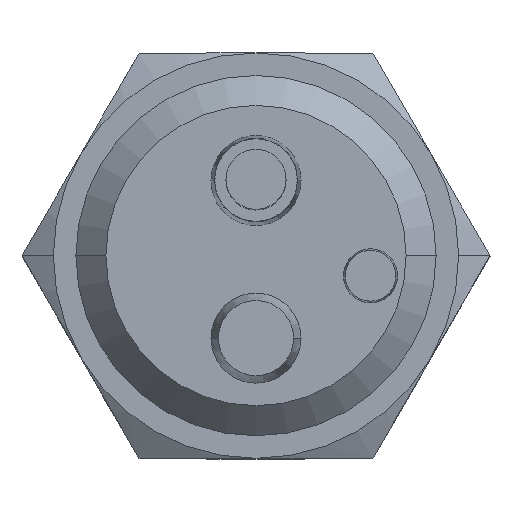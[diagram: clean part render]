
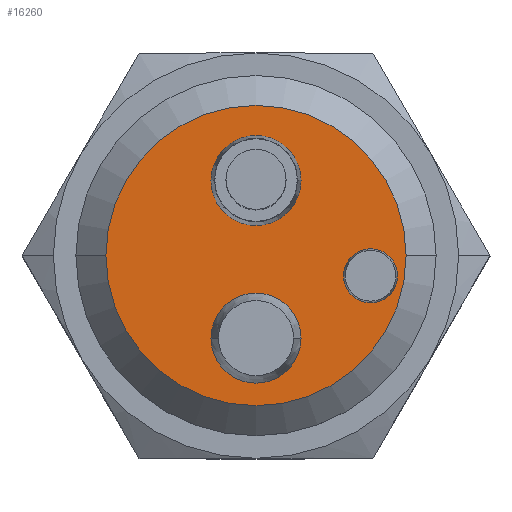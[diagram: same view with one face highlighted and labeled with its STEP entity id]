
A CAD part, top view. The second image highlights one B-rep face of the part: STEP entity #16260.
In plain terms, the highlighted planar face has unit normal (0, 0, 1).
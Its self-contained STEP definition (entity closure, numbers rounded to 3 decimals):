
#15610=CARTESIAN_POINT('',(0.,0.,30.25));
#15620=DIRECTION('',(0.,0.,1.));
#15630=DIRECTION('',(1.,0.,0.));
#15640=AXIS2_PLACEMENT_3D('',#15610,#15620,#15630);
#15650=PLANE('',#15640);
#15660=CARTESIAN_POINT('',(0.,5.,30.25));
#15670=DIRECTION('',(0.,0.,1.));
#15680=DIRECTION('',(1.,0.,0.));
#15690=AXIS2_PLACEMENT_3D('',#15660,#15670,#15680);
#15700=CIRCLE('',#15690,3.);
#15710=CARTESIAN_POINT('',(3.,5.,30.25));
#15720=VERTEX_POINT('',#15710);
#15730=CARTESIAN_POINT('',(-3.,5.,30.25));
#15740=VERTEX_POINT('',#15730);
#15750=EDGE_CURVE('',#15720,#15740,#15700,.T.);
#15760=ORIENTED_EDGE('',*,*,#15750,.F.);
#15770=EDGE_CURVE('',#15740,#15720,#15700,.T.);
#15780=ORIENTED_EDGE('',*,*,#15770,.F.);
#15790=EDGE_LOOP('',(#15780,#15760));
#15800=FACE_BOUND('',#15790,.T.);
#15810=CARTESIAN_POINT('',(7.632,-1.346,30.25));
#15820=DIRECTION('',(0.,0.,1.));
#15830=DIRECTION('',(1.,0.,0.));
#15840=AXIS2_PLACEMENT_3D('',#15810,#15820,#15830);
#15850=CIRCLE('',#15840,1.8);
#15860=CARTESIAN_POINT('',(9.432,-1.346,30.25));
#15870=VERTEX_POINT('',#15860);
#15880=CARTESIAN_POINT('',(5.832,-1.346,30.25));
#15890=VERTEX_POINT('',#15880);
#15900=EDGE_CURVE('',#15870,#15890,#15850,.T.);
#15910=ORIENTED_EDGE('',*,*,#15900,.F.);
#15920=EDGE_CURVE('',#15890,#15870,#15850,.T.);
#15930=ORIENTED_EDGE('',*,*,#15920,.F.);
#15940=EDGE_LOOP('',(#15930,#15910));
#15950=FACE_BOUND('',#15940,.T.);
#15960=CARTESIAN_POINT('',(0.,-5.5,30.25));
#15970=DIRECTION('',(0.,0.,1.));
#15980=DIRECTION('',(1.,0.,0.));
#15990=AXIS2_PLACEMENT_3D('',#15960,#15970,#15980);
#16000=CIRCLE('',#15990,3.);
#16010=CARTESIAN_POINT('',(3.,-5.5,30.25));
#16020=VERTEX_POINT('',#16010);
#16030=CARTESIAN_POINT('',(-3.,-5.5,30.25));
#16040=VERTEX_POINT('',#16030);
#16050=EDGE_CURVE('',#16020,#16040,#16000,.T.);
#16060=ORIENTED_EDGE('',*,*,#16050,.F.);
#16070=EDGE_CURVE('',#16040,#16020,#16000,.T.);
#16080=ORIENTED_EDGE('',*,*,#16070,.F.);
#16090=EDGE_LOOP('',(#16080,#16060));
#16100=FACE_BOUND('',#16090,.T.);
#16110=CARTESIAN_POINT('',(0.,0.,30.25));
#16120=DIRECTION('',(0.,0.,1.));
#16130=DIRECTION('',(1.,0.,0.));
#16140=AXIS2_PLACEMENT_3D('',#16110,#16120,#16130);
#16150=CIRCLE('',#16140,10.);
#16160=CARTESIAN_POINT('',(10.,0.,30.25));
#16170=VERTEX_POINT('',#16160);
#16180=CARTESIAN_POINT('',(-10.,0.,30.25));
#16190=VERTEX_POINT('',#16180);
#16200=EDGE_CURVE('',#16170,#16190,#16150,.T.);
#16210=ORIENTED_EDGE('',*,*,#16200,.T.);
#16220=EDGE_CURVE('',#16190,#16170,#16150,.T.);
#16230=ORIENTED_EDGE('',*,*,#16220,.T.);
#16240=EDGE_LOOP('',(#16230,#16210));
#16250=FACE_OUTER_BOUND('',#16240,.T.);
#16260=ADVANCED_FACE('',(#15800,#15950,#16100,#16250),#15650,.T.);
